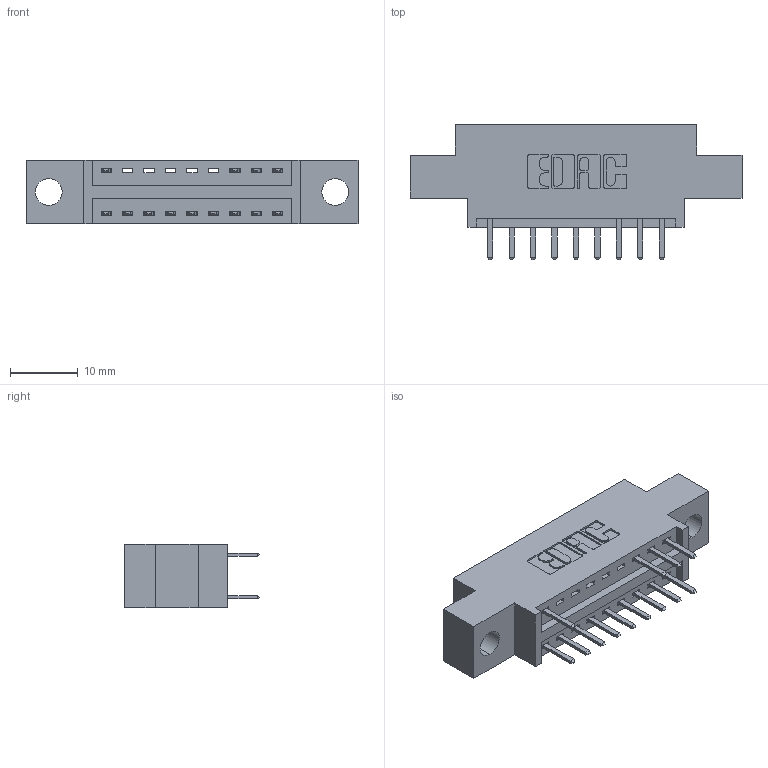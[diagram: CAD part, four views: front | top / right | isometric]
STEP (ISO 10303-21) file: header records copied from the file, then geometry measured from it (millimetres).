
FILE_DESCRIPTION (( 'STEP AP203' ), '1' );
FILE_NAME ('346-018-520-804.STEP', '2018-08-20T07:09:29', ( '' ), ( '' ), 'SwSTEP 2.0', 'SolidWorks 2016', '' );
FILE_SCHEMA (( 'CONFIG_CONTROL_DESIGN' ));
Length unit declared in the file: inch
Products named in the file (3): 346 Part_0.170 Offset - 0.156 Dia-TH; 345-292-001_345-293-120; 346-018-520-804
Assembly tree (14 placements, depth 2):
  346-018-520-804
    346 Part_0.170 Offset - 0.156 Dia-TH
    345-292-001_345-293-120  x13
Bounding box: 49.15 x 20.02 x 9.4 mm (x, y, z)
Volume: 4243.2 mm3; surface area: 5033.9 mm2
Topology: 14 solids, 14 shells, 884 faces, 2565 edges, 1674 vertices
Faces by surface type: plane 586, cylinder 298
Entity records: 10405 total; most frequent: CARTESIAN_POINT 1795, ORIENTED_EDGE 1722, DIRECTION 1615, EDGE_CURVE 861, VECTOR 689, LINE 689, VERTEX_POINT 570, AXIS2_PLACEMENT_3D 463
